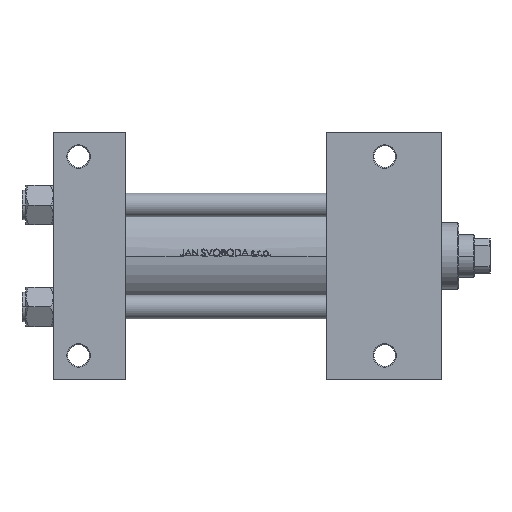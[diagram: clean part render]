
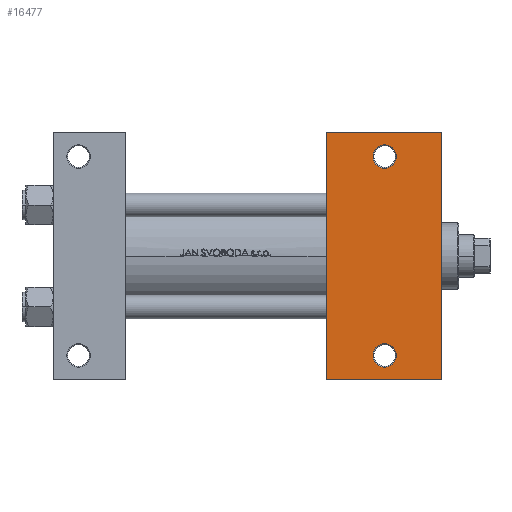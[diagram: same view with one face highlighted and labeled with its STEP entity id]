
A CAD part, front view. The second image highlights one B-rep face of the part: STEP entity #16477.
In plain terms, the highlighted face is planar.
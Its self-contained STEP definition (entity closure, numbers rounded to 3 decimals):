
#222 = VERTEX_POINT ( 'NONE', #40769 ) ;
#1111 = DIRECTION ( 'NONE',  ( 0., 0., -1. ) ) ;
#2027 = CARTESIAN_POINT ( 'NONE',  ( 199., 63.5, -37.5 ) ) ;
#2416 = ORIENTED_EDGE ( 'NONE', *, *, #43325, .T. ) ;
#2978 = VERTEX_POINT ( 'NONE', #9615 ) ;
#3220 = AXIS2_PLACEMENT_3D ( 'NONE', #39915, #35933, #24258 ) ;
#3833 = EDGE_CURVE ( 'NONE', #24763, #32032, #25482, .T. ) ;
#4771 = CARTESIAN_POINT ( 'NONE',  ( 170., 51., -37.5 ) ) ;
#4821 = DIRECTION ( 'NONE',  ( 0., -1., 0. ) ) ;
#4842 = PLANE ( 'NONE',  #6710 ) ;
#5069 = CARTESIAN_POINT ( 'NONE',  ( 199., 37.5, -37.5 ) ) ;
#6710 = AXIS2_PLACEMENT_3D ( 'NONE', #23760, #1111, #20046 ) ;
#6948 = CARTESIAN_POINT ( 'NONE',  ( 140., -63.5, -37.5 ) ) ;
#7173 = VERTEX_POINT ( 'NONE', #2027 ) ;
#7375 = VECTOR ( 'NONE', #4821, 1000. ) ;
#8099 = FACE_BOUND ( 'NONE', #47796, .T. ) ;
#8186 = ORIENTED_EDGE ( 'NONE', *, *, #37962, .T. ) ;
#9222 = CARTESIAN_POINT ( 'NONE',  ( 140., 37.5, -37.5 ) ) ;
#9374 = CARTESIAN_POINT ( 'NONE',  ( 164., -51., -37.5 ) ) ;
#9476 = CARTESIAN_POINT ( 'NONE',  ( 140., -63.5, -37.5 ) ) ;
#9615 = CARTESIAN_POINT ( 'NONE',  ( 175.999, 51., -37.5 ) ) ;
#10950 = DIRECTION ( 'NONE',  ( 1., 0., 0. ) ) ;
#11148 = AXIS2_PLACEMENT_3D ( 'NONE', #45841, #15976, #46337 ) ;
#11247 = VECTOR ( 'NONE', #10950, 1000. ) ;
#11721 = VERTEX_POINT ( 'NONE', #39684 ) ;
#11918 = EDGE_CURVE ( 'NONE', #32032, #24763, #22417, .T. ) ;
#12019 = CARTESIAN_POINT ( 'NONE',  ( 140., 63.5, -37.5 ) ) ;
#12715 = LINE ( 'NONE', #9476, #31238 ) ;
#13252 = EDGE_CURVE ( 'NONE', #11721, #29912, #12715, .T. ) ;
#13674 = AXIS2_PLACEMENT_3D ( 'NONE', #32172, #20983, #47373 ) ;
#15976 = DIRECTION ( 'NONE',  ( 0., 0., 1. ) ) ;
#16477 = ADVANCED_FACE ( 'NONE', ( #8099, #19791, #34710 ), #4842, .T. ) ;
#19139 = ORIENTED_EDGE ( 'NONE', *, *, #27007, .F. ) ;
#19699 = LINE ( 'NONE', #9222, #40303 ) ;
#19791 = FACE_BOUND ( 'NONE', #45083, .T. ) ;
#20046 = DIRECTION ( 'NONE',  ( -1., 0., 0. ) ) ;
#20069 = ORIENTED_EDGE ( 'NONE', *, *, #13252, .T. ) ;
#20983 = DIRECTION ( 'NONE',  ( 0., 0., 1. ) ) ;
#22409 = LINE ( 'NONE', #33347, #11247 ) ;
#22417 = CIRCLE ( 'NONE', #13674, 5.999 ) ;
#23760 = CARTESIAN_POINT ( 'NONE',  ( 199., 37.5, -37.5 ) ) ;
#24258 = DIRECTION ( 'NONE',  ( -1., 0., 0. ) ) ;
#24666 = DIRECTION ( 'NONE',  ( 0., 0., 1. ) ) ;
#24763 = VERTEX_POINT ( 'NONE', #9374 ) ;
#25482 = CIRCLE ( 'NONE', #11148, 5.999 ) ;
#25873 = VERTEX_POINT ( 'NONE', #12019 ) ;
#27007 = EDGE_CURVE ( 'NONE', #25873, #29912, #19699, .T. ) ;
#27894 = DIRECTION ( 'NONE',  ( -1., 0., 0. ) ) ;
#27942 = AXIS2_PLACEMENT_3D ( 'NONE', #4771, #24666, #28883 ) ;
#28883 = DIRECTION ( 'NONE',  ( -1., 0., 0. ) ) ;
#29912 = VERTEX_POINT ( 'NONE', #6948 ) ;
#31238 = VECTOR ( 'NONE', #27894, 1000. ) ;
#31360 = DIRECTION ( 'NONE',  ( 0., -1., 0. ) ) ;
#31613 = ORIENTED_EDGE ( 'NONE', *, *, #36349, .T. ) ;
#32032 = VERTEX_POINT ( 'NONE', #36029 ) ;
#32172 = CARTESIAN_POINT ( 'NONE',  ( 170., -51., -37.5 ) ) ;
#33347 = CARTESIAN_POINT ( 'NONE',  ( 140., 63.5, -37.5 ) ) ;
#34710 = FACE_OUTER_BOUND ( 'NONE', #36102, .T. ) ;
#35933 = DIRECTION ( 'NONE',  ( 0., 0., 1. ) ) ;
#36029 = CARTESIAN_POINT ( 'NONE',  ( 175.999, -51., -37.5 ) ) ;
#36102 = EDGE_LOOP ( 'NONE', ( #19139, #31613, #2416, #20069 ) ) ;
#36115 = EDGE_CURVE ( 'NONE', #2978, #222, #47789, .T. ) ;
#36349 = EDGE_CURVE ( 'NONE', #25873, #7173, #22409, .T. ) ;
#37962 = EDGE_CURVE ( 'NONE', #222, #2978, #46920, .T. ) ;
#38900 = LINE ( 'NONE', #5069, #7375 ) ;
#39684 = CARTESIAN_POINT ( 'NONE',  ( 199., -63.5, -37.5 ) ) ;
#39915 = CARTESIAN_POINT ( 'NONE',  ( 170., 51., -37.5 ) ) ;
#40303 = VECTOR ( 'NONE', #31360, 1000. ) ;
#40769 = CARTESIAN_POINT ( 'NONE',  ( 164., 51., -37.5 ) ) ;
#41778 = ORIENTED_EDGE ( 'NONE', *, *, #36115, .T. ) ;
#43325 = EDGE_CURVE ( 'NONE', #7173, #11721, #38900, .T. ) ;
#43889 = ORIENTED_EDGE ( 'NONE', *, *, #11918, .T. ) ;
#44920 = ORIENTED_EDGE ( 'NONE', *, *, #3833, .T. ) ;
#45083 = EDGE_LOOP ( 'NONE', ( #44920, #43889 ) ) ;
#45841 = CARTESIAN_POINT ( 'NONE',  ( 170., -51., -37.5 ) ) ;
#46337 = DIRECTION ( 'NONE',  ( -1., 0., 0. ) ) ;
#46920 = CIRCLE ( 'NONE', #3220, 5.999 ) ;
#47373 = DIRECTION ( 'NONE',  ( -1., 0., 0. ) ) ;
#47789 = CIRCLE ( 'NONE', #27942, 5.999 ) ;
#47796 = EDGE_LOOP ( 'NONE', ( #8186, #41778 ) ) ;
